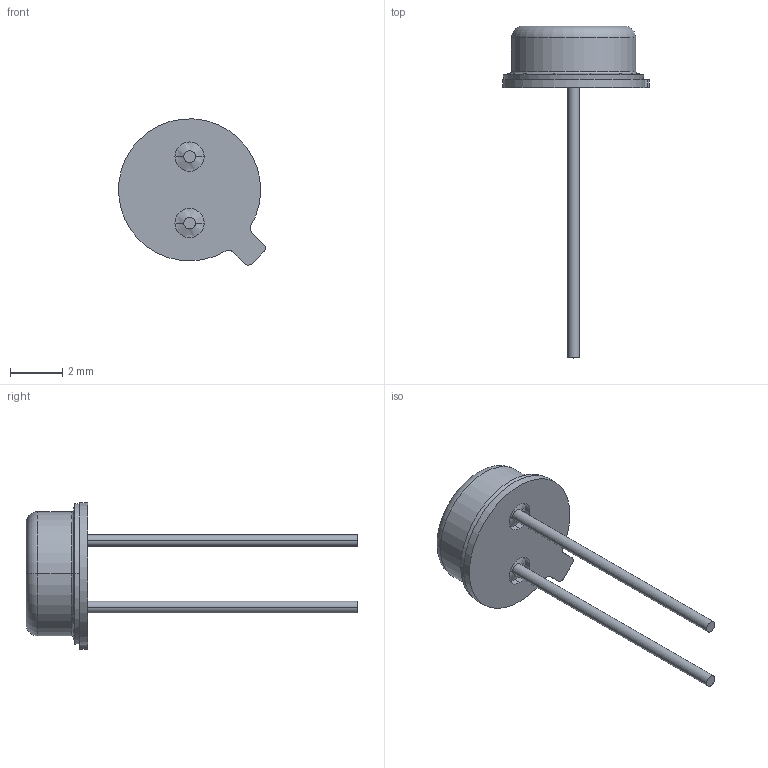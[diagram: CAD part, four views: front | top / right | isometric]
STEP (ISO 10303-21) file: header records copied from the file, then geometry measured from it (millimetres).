
FILE_DESCRIPTION((''),'2;1');
FILE_NAME('H02A_ASM','2012-02-28T',('CKXSSC'),(''),'PRO/ENGINEER BY PARAMETRIC TECHNOLOGY CORPORATION, 2011220','PRO/ENGINEER BY PARAMETRIC TECHNOLOGY CORPORATION, 2011220','');
FILE_SCHEMA(('AUTOMOTIVE_DESIGN_CC2 { 1 2 10303 214 -1 1 5 2 }'));
Length unit declared in the file: inch
Products named in the file (7): HEADER_H02A_AF0; GLASS_H02A_AF0; GLASS_H02A_AF1; PIN1_H02A_AF0; PIN1_H02A_AF1; CANCOVER_H02A_AF0; H02A_ASM
Assembly tree (6 placements, depth 2):
  H02A_ASM
    HEADER_H02A_AF0
    GLASS_H02A_AF0
    GLASS_H02A_AF1
    PIN1_H02A_AF0
    PIN1_H02A_AF1
    CANCOVER_H02A_AF0
Bounding box: 5.61 x 12.69 x 5.59 mm (x, y, z)
Volume: 20 mm3; surface area: 183.4 mm2
Topology: 6 solids, 6 shells, 59 faces, 118 edges, 72 vertices
Faces by surface type: cylinder 23, plane 16, torus 10, cone 6, bspline 4
Entity records: 2245 total; most frequent: CARTESIAN_POINT 370, DIRECTION 334, ORIENTED_EDGE 236, AXIS2_PLACEMENT_3D 148, PRESENTATION_STYLE_ASSIGNMENT 124, STYLED_ITEM 124, CURVE_STYLE 118, EDGE_CURVE 118
